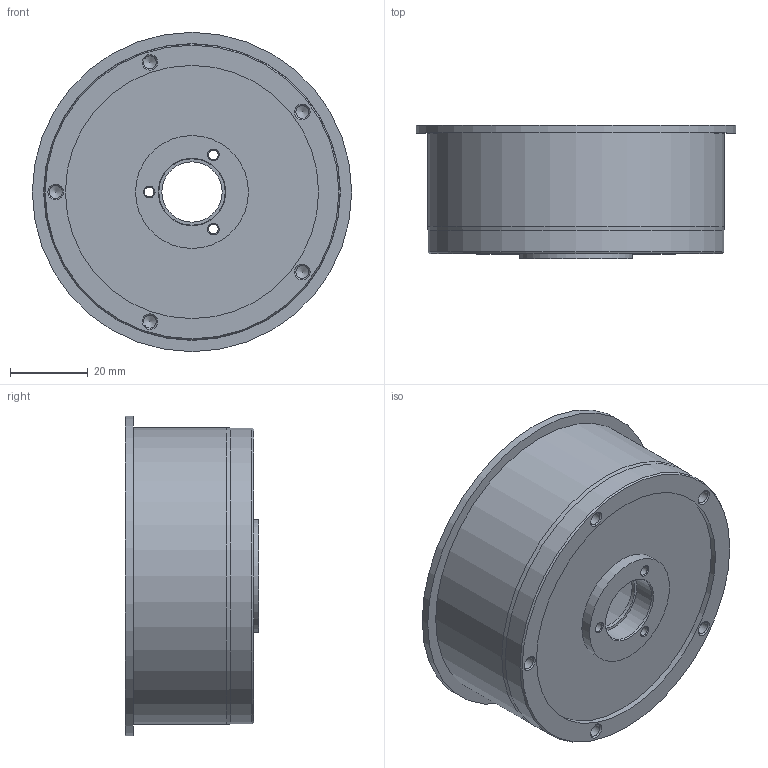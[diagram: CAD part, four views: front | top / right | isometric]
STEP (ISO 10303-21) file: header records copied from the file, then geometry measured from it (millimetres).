
FILE_DESCRIPTION(/* description */ (''),/* implementation_level */ '2;1');
FILE_NAME(/* name */ 'ACWA-0049_couronne_axiale.step',/* time_stamp */ '2024-03-25T16:59:00+01:00',/* author */ (''),/* organization */ (''),/* preprocessor_version */ 'ST-DEVELOPER v20',/* originating_system */ 'Autodesk Translation Framework v12.20.1.177',/* authorisation */ '');
FILE_SCHEMA (('AUTOMOTIVE_DESIGN { 1 0 10303 214 3 1 1 }'));
Length unit declared in the file: millimetre
Products named in the file (1): ACWA-0049
Bounding box: 82 x 34.3 x 82 mm (x, y, z)
Volume: 48888.8 mm3; surface area: 28151.6 mm2
Topology: 1 solids, 9 shells, 538 faces, 1559 edges, 1036 vertices
Faces by surface type: cylinder 386, bspline 120, cone 17, plane 15
Full cylindrical faces by diameter (mm): 2.5 x3, 3 x3, 3.3 x5, 4 x5, 15.5 x1, 17 x1, 29 x2, 64 x1, 65 x1, 66 x1, 76 x1, 76.2 x1, 82 x1
Entity records: 18886 total; most frequent: CARTESIAN_POINT 4689, ORIENTED_EDGE 3092, DIRECTION 2943, EDGE_CURVE 1554, AXIS2_PLACEMENT_3D 1210, VERTEX_POINT 1036, CIRCLE 791, EDGE_LOOP 564
